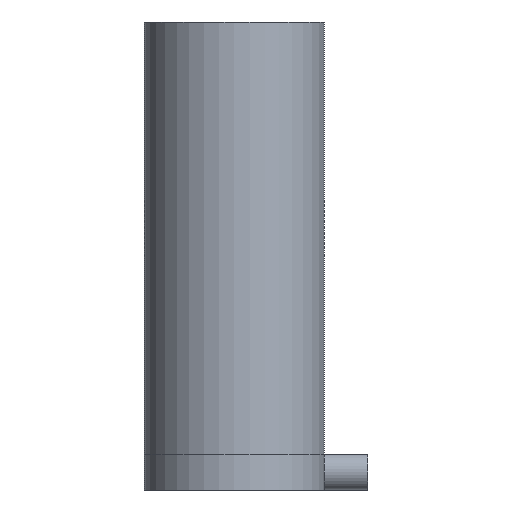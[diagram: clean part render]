
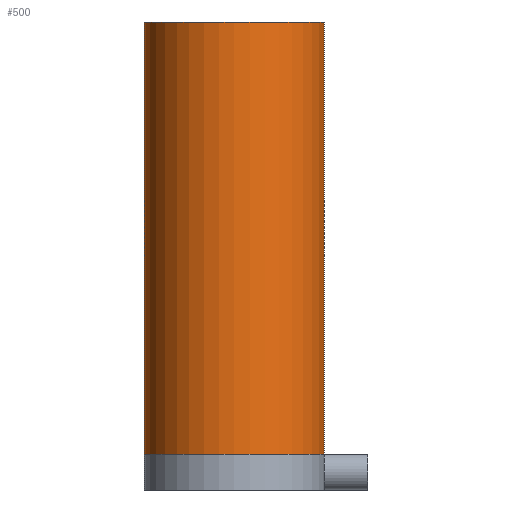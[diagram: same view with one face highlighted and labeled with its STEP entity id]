
A CAD part, left-side view. The second image highlights one B-rep face of the part: STEP entity #500.
In plain terms, the highlighted cylindrical face has radius 12.5 mm (diameter 25 mm), a partial arc.
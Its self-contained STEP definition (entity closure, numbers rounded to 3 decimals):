
#27=CARTESIAN_POINT('',(0.,0.,0.));
#28=DIRECTION('',(0.,0.,1.));
#29=DIRECTION('',(0.,1.,0.));
#30=AXIS2_PLACEMENT_3D('',#27,#28,#29);
#144=CARTESIAN_POINT('',(0.,0.,60.));
#145=DIRECTION('',(0.,0.,1.));
#146=DIRECTION('',(0.,1.,0.));
#147=AXIS2_PLACEMENT_3D('',#144,#145,#146);
#165=DIRECTION('',(0.,0.,1.));
#166=VECTOR('',#165,60.);
#167=CARTESIAN_POINT('',(0.,-12.5,0.));
#168=LINE('',#167,#166);
#169=DIRECTION('',(0.,0.,1.));
#170=VECTOR('',#169,60.);
#171=CARTESIAN_POINT('',(0.,12.5,0.));
#172=LINE('',#171,#170);
#213=CARTESIAN_POINT('',(0.,12.5,0.));
#214=CARTESIAN_POINT('',(0.,-12.5,0.));
#215=VERTEX_POINT('',#213);
#216=VERTEX_POINT('',#214);
#217=CARTESIAN_POINT('',(0.,12.5,60.));
#218=CARTESIAN_POINT('',(0.,-12.5,60.));
#219=VERTEX_POINT('',#217);
#220=VERTEX_POINT('',#218);
#488=CARTESIAN_POINT('',(0.,0.,0.));
#489=DIRECTION('',(0.,0.,1.));
#490=DIRECTION('',(1.,0.,0.));
#491=AXIS2_PLACEMENT_3D('',#488,#489,#490);
#492=CYLINDRICAL_SURFACE('',#491,12.5);
#493=ORIENTED_EDGE('',*,*,#286,.F.);
#495=ORIENTED_EDGE('',*,*,#494,.T.);
#496=ORIENTED_EDGE('',*,*,#420,.T.);
#497=ORIENTED_EDGE('',*,*,#482,.F.);
#498=EDGE_LOOP('',(#493,#495,#496,#497));
#499=FACE_OUTER_BOUND('',#498,.F.);
#31=CIRCLE('',#30,12.5);
#148=CIRCLE('',#147,12.5);
#286=EDGE_CURVE('',#215,#216,#31,.T.);
#420=EDGE_CURVE('',#219,#220,#148,.T.);
#482=EDGE_CURVE('',#216,#220,#168,.T.);
#494=EDGE_CURVE('',#215,#219,#172,.T.);
#500=ADVANCED_FACE('',(#499),#492,.T.);
